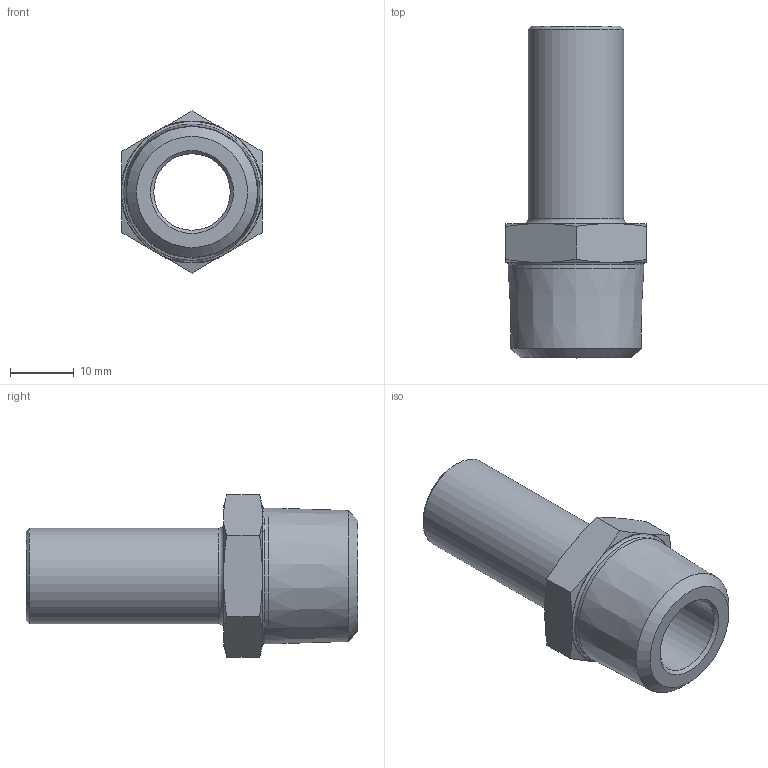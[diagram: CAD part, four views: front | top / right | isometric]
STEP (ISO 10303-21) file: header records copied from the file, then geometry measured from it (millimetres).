
FILE_DESCRIPTION(/* description */ ('MANICOTTO CON INSERIMENTO FILETTO MASCHIO 15x1/2'' (INOXPRES GAS)'),/* implementation_level */ '2;1');
FILE_NAME(/* name */ '269102115_Inoxpres.stp',/* time_stamp */ '2022-10-13T08:58:14+02:00',/* author */ ('Vault'),/* organization */ ('Raccorderie metalliche s.p.a. '),/* preprocessor_version */ 'ST-DEVELOPER v18.1',/* originating_system */ 'Autodesk Inventor 2020',/* authorisation */ 'Raccorderie metalliche s.p.a. ');
FILE_SCHEMA (('AUTOMOTIVE_DESIGN { 1 0 10303 214 3 1 1 }'));
Length unit declared in the file: millimetre
Products named in the file (1): 269102115_Inoxpres
Bounding box: 22 x 52 x 25.4 mm (x, y, z)
Volume: 7172.7 mm3; surface area: 5310.3 mm2
Topology: 1 solids, 1 shells, 37 faces, 103 edges, 69 vertices
Faces by surface type: cone 17, plane 15, cylinder 3, torus 2
Full cylindrical faces by diameter (mm): 12 x1, 15 x1, 21.3 x1
Entity records: 1269 total; most frequent: CARTESIAN_POINT 312, ORIENTED_EDGE 206, DIRECTION 190, EDGE_CURVE 103, AXIS2_PLACEMENT_3D 79, VERTEX_POINT 69, CIRCLE 41, EDGE_LOOP 40
